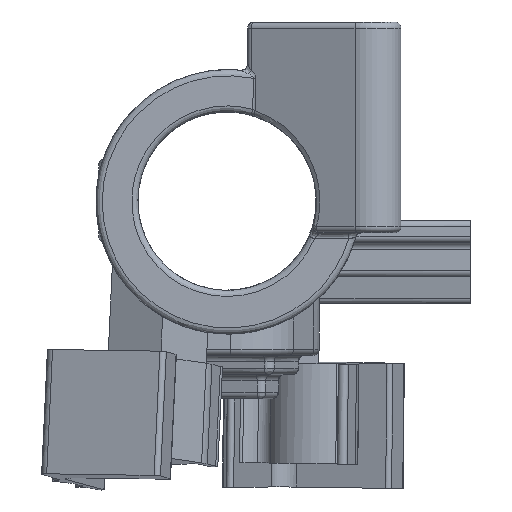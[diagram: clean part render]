
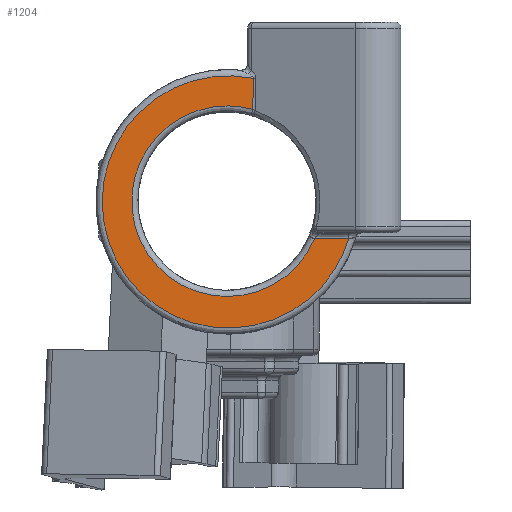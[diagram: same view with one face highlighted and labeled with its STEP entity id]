
A CAD part, left-side view. The second image highlights one B-rep face of the part: STEP entity #1204.
In plain terms, the highlighted free-form (B-spline) face has degree [3, 3] with [4, 4] control points.
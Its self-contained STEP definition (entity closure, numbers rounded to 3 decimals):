
#1204=ADVANCED_FACE('',(#1463),#1459,.F.);
#1459=B_SPLINE_SURFACE_WITH_KNOTS('',3,3,((#6059,#6060,#6061,#6062),(#6063,
#6064,#6065,#6066),(#6067,#6068,#6069,#6070),(#6071,#6072,#6073,#6074)),
 .UNSPECIFIED.,.F.,.F.,.F.,(4,4),(4,4),(0.,1.),(0.,1.),.UNSPECIFIED.);
#1463=FACE_OUTER_BOUND('',#1705,.T.);
#1705=EDGE_LOOP('',(#1975,#1976,#1977,#1978));
#1975=ORIENTED_EDGE('',*,*,#3607,.T.);
#1976=ORIENTED_EDGE('',*,*,#3608,.T.);
#1977=ORIENTED_EDGE('',*,*,#3609,.T.);
#1978=ORIENTED_EDGE('',*,*,#3610,.T.);
#3223=VERTEX_POINT('',#6015);
#3224=VERTEX_POINT('',#6016);
#3225=VERTEX_POINT('',#6035);
#3226=VERTEX_POINT('',#6040);
#3607=EDGE_CURVE('',#3223,#3224,#4231,.T.);
#3608=EDGE_CURVE('',#3224,#3225,#4232,.T.);
#3609=EDGE_CURVE('',#3225,#3226,#4233,.T.);
#3610=EDGE_CURVE('',#3226,#3223,#4234,.T.);
#4231=B_SPLINE_CURVE_WITH_KNOTS('',3,(#6011,#6012,#6013,#6014),
 .UNSPECIFIED.,.F.,.F.,(4,4),(0.,1.),.UNSPECIFIED.);
#4232=B_SPLINE_CURVE_WITH_KNOTS('',3,(#6017,#6018,#6019,#6020,#6021,#6022,
#6023,#6024,#6025,#6026,#6027,#6028,#6029,#6030,#6031,#6032,#6033,#6034),
 .UNSPECIFIED.,.F.,.F.,(4,2,2,2,2,2,2,2,4),(0.,0.125,0.25,0.375,0.5,0.625,
0.75,0.875,1.),.UNSPECIFIED.);
#4233=B_SPLINE_CURVE_WITH_KNOTS('',3,(#6036,#6037,#6038,#6039),
 .UNSPECIFIED.,.F.,.F.,(4,4),(0.,1.),.UNSPECIFIED.);
#4234=B_SPLINE_CURVE_WITH_KNOTS('',3,(#6041,#6042,#6043,#6044,#6045,#6046,
#6047,#6048,#6049,#6050,#6051,#6052,#6053,#6054,#6055,#6056,#6057,#6058),
 .UNSPECIFIED.,.F.,.F.,(4,2,2,2,2,2,2,2,4),(0.,0.125,0.25,0.375,0.5,0.625,
0.75,0.875,1.),.UNSPECIFIED.);
#6011=CARTESIAN_POINT('',(-41.714,-22.397,-0.989));
#6012=CARTESIAN_POINT('',(-41.714,-20.555,-0.989));
#6013=CARTESIAN_POINT('',(-41.714,-18.712,-0.989));
#6014=CARTESIAN_POINT('',(-41.714,-16.87,-0.989));
#6015=CARTESIAN_POINT('',(-41.714,-22.397,-0.989));
#6016=CARTESIAN_POINT('',(-41.714,-16.87,-0.989));
#6017=CARTESIAN_POINT('',(-41.714,-16.87,-0.989));
#6018=CARTESIAN_POINT('',(-41.683,-15.701,-3.71));
#6019=CARTESIAN_POINT('',(-41.657,-13.762,-6.037));
#6020=CARTESIAN_POINT('',(-41.621,-8.909,-9.308));
#6021=CARTESIAN_POINT('',(-41.611,-5.974,-10.236));
#6022=CARTESIAN_POINT('',(-41.609,-0.131,-10.356));
#6023=CARTESIAN_POINT('',(-41.618,2.815,-9.562));
#6024=CARTESIAN_POINT('',(-41.653,7.836,-6.471));
#6025=CARTESIAN_POINT('',(-41.678,9.861,-4.215));
#6026=CARTESIAN_POINT('',(-41.737,12.399,1.074));
#6027=CARTESIAN_POINT('',(-41.771,12.887,4.107));
#6028=CARTESIAN_POINT('',(-41.835,12.157,9.901));
#6029=CARTESIAN_POINT('',(-41.867,10.935,12.713));
#6030=CARTESIAN_POINT('',(-41.917,7.16,17.215));
#6031=CARTESIAN_POINT('',(-41.936,4.637,18.896));
#6032=CARTESIAN_POINT('',(-41.955,-0.984,20.643));
#6033=CARTESIAN_POINT('',(-41.956,-4.024,20.692));
#6034=CARTESIAN_POINT('',(-41.947,-6.876,19.895));
#6035=CARTESIAN_POINT('',(-41.947,-6.876,19.895));
#6036=CARTESIAN_POINT('',(-41.947,-6.876,19.895));
#6037=CARTESIAN_POINT('',(-41.965,-6.919,21.566));
#6038=CARTESIAN_POINT('',(-41.984,-6.961,23.237));
#6039=CARTESIAN_POINT('',(-42.003,-7.003,24.909));
#6040=CARTESIAN_POINT('',(-42.003,-7.003,24.909));
#6041=CARTESIAN_POINT('',(-42.003,-7.003,24.909));
#6042=CARTESIAN_POINT('',(-42.011,-3.141,25.696));
#6043=CARTESIAN_POINT('',(-42.007,0.889,25.338));
#6044=CARTESIAN_POINT('',(-41.975,8.196,22.449));
#6045=CARTESIAN_POINT('',(-41.947,11.372,19.955));
#6046=CARTESIAN_POINT('',(-41.876,15.906,13.586));
#6047=CARTESIAN_POINT('',(-41.833,17.232,9.737));
#6048=CARTESIAN_POINT('',(-41.746,17.556,1.879));
#6049=CARTESIAN_POINT('',(-41.702,16.551,-2.061));
#6050=CARTESIAN_POINT('',(-41.627,12.582,-8.756));
#6051=CARTESIAN_POINT('',(-41.596,9.574,-11.546));
#6052=CARTESIAN_POINT('',(-41.557,2.583,-15.002));
#6053=CARTESIAN_POINT('',(-41.55,-1.457,-15.702));
#6054=CARTESIAN_POINT('',(-41.56,-9.238,-14.775));
#6055=CARTESIAN_POINT('',(-41.578,-12.976,-13.164));
#6056=CARTESIAN_POINT('',(-41.634,-18.999,-8.13));
#6057=CARTESIAN_POINT('',(-41.672,-21.247,-4.748));
#6058=CARTESIAN_POINT('',(-41.714,-22.397,-0.989));
#6059=CARTESIAN_POINT('',(-41.518,20.546,-18.505));
#6060=CARTESIAN_POINT('',(-41.518,4.889,-18.505));
#6061=CARTESIAN_POINT('',(-41.518,-10.767,-18.505));
#6062=CARTESIAN_POINT('',(-41.518,-26.424,-18.505));
#6063=CARTESIAN_POINT('',(-41.693,20.546,-2.849));
#6064=CARTESIAN_POINT('',(-41.693,4.889,-2.849));
#6065=CARTESIAN_POINT('',(-41.693,-10.767,-2.849));
#6066=CARTESIAN_POINT('',(-41.693,-26.424,-2.849));
#6067=CARTESIAN_POINT('',(-41.868,20.546,12.808));
#6068=CARTESIAN_POINT('',(-41.868,4.889,12.808));
#6069=CARTESIAN_POINT('',(-41.868,-10.767,12.808));
#6070=CARTESIAN_POINT('',(-41.868,-26.424,12.808));
#6071=CARTESIAN_POINT('',(-42.042,20.546,28.465));
#6072=CARTESIAN_POINT('',(-42.042,4.889,28.465));
#6073=CARTESIAN_POINT('',(-42.042,-10.767,28.465));
#6074=CARTESIAN_POINT('',(-42.042,-26.424,28.465));
